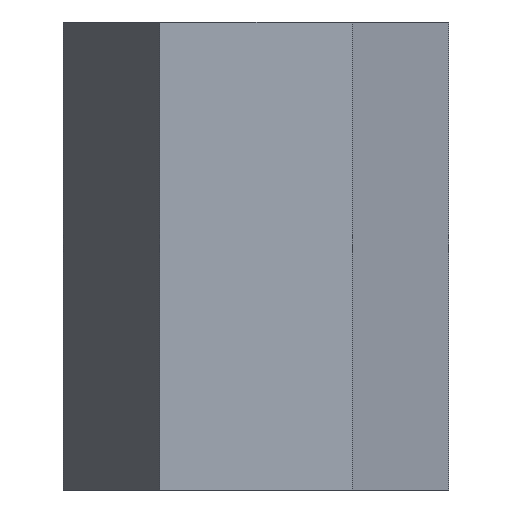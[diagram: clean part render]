
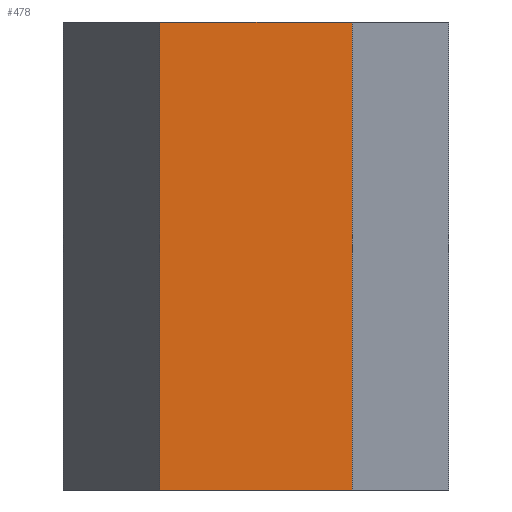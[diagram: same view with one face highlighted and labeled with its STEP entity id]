
A CAD part, left-side view. The second image highlights one B-rep face of the part: STEP entity #478.
In plain terms, the highlighted planar face has unit normal (-1, 0, 0).
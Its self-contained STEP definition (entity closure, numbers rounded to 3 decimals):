
#26=PLANE('',#521);
#54=FACE_OUTER_BOUND('',#82,.T.);
#82=EDGE_LOOP('',(#431,#432,#433,#434));
#139=LINE('',#1307,#171);
#144=LINE('',#14448,#176);
#153=LINE('',#14464,#185);
#154=LINE('',#14466,#186);
#171=VECTOR('',#578,1.);
#176=VECTOR('',#591,1.);
#185=VECTOR('',#608,10.);
#186=VECTOR('',#611,10.);
#218=VERTEX_POINT('',#1304);
#219=VERTEX_POINT('',#1306);
#227=VERTEX_POINT('',#14444);
#229=VERTEX_POINT('',#14447);
#274=EDGE_CURVE('',#218,#219,#139,.T.);
#292=EDGE_CURVE('',#229,#227,#144,.T.);
#301=EDGE_CURVE('',#229,#218,#153,.T.);
#302=EDGE_CURVE('',#227,#219,#154,.T.);
#431=ORIENTED_EDGE('',*,*,#292,.T.);
#432=ORIENTED_EDGE('',*,*,#302,.T.);
#433=ORIENTED_EDGE('',*,*,#274,.F.);
#434=ORIENTED_EDGE('',*,*,#301,.F.);
#478=ADVANCED_FACE('',(#54),#26,.T.);
#521=AXIS2_PLACEMENT_3D('',#14465,#609,#610);
#578=DIRECTION('',(0.,-1.,0.));
#591=DIRECTION('',(0.,-1.,0.));
#608=DIRECTION('',(0.,0.,1.));
#609=DIRECTION('center_axis',(-1.,0.,0.));
#610=DIRECTION('ref_axis',(0.,-1.,0.));
#611=DIRECTION('',(0.,0.,1.));
#1304=CARTESIAN_POINT('',(-3.5,2.021,9.8));
#1306=CARTESIAN_POINT('',(-3.5,-2.021,9.8));
#1307=CARTESIAN_POINT('',(-3.5,2.021,9.8));
#14444=CARTESIAN_POINT('',(-3.5,-2.021,0.));
#14447=CARTESIAN_POINT('',(-3.5,2.021,0.));
#14448=CARTESIAN_POINT('',(-3.5,2.021,0.));
#14464=CARTESIAN_POINT('',(-3.5,2.021,8.));
#14465=CARTESIAN_POINT('Origin',(-3.5,2.021,0.));
#14466=CARTESIAN_POINT('',(-3.5,-2.021,8.));
